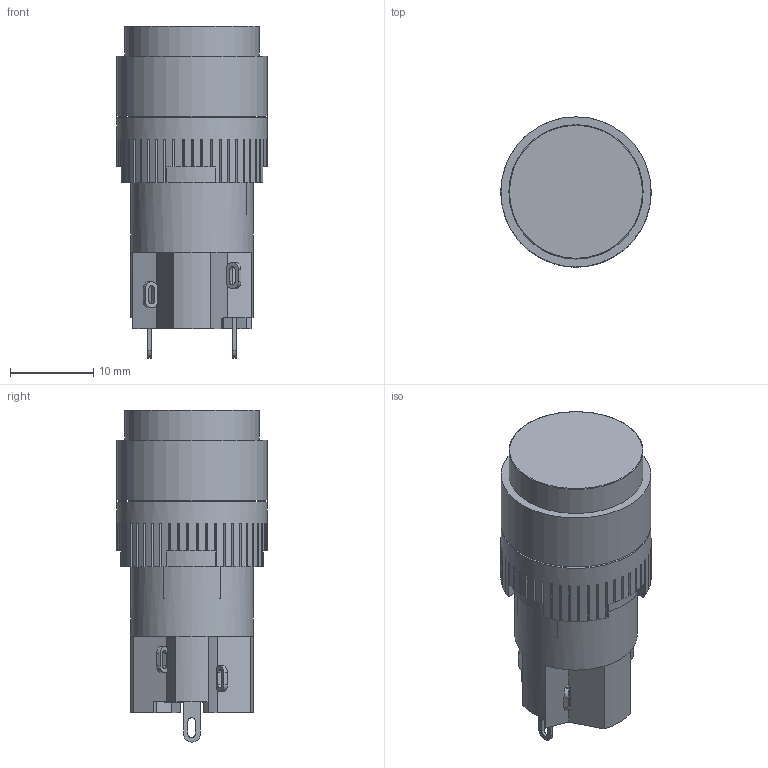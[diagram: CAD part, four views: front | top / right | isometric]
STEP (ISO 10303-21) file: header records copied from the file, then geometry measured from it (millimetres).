
FILE_DESCRIPTION(/* description */ (''),/* implementation_level */ '2;1');
FILE_NAME(/* name */ 'D16xxR11xxxxxxx.stp',/* time_stamp */ '2024-10-01T09:13:30-05:00',/* author */ ('mwilliams'),/* organization */ (''),/* preprocessor_version */ 'ST-DEVELOPER v18.1',/* originating_system */ 'Autodesk Inventor 2022',/* authorisation */ '');
FILE_SCHEMA (('AUTOMOTIVE_DESIGN { 1 0 10303 214 3 1 1 }'));
Length unit declared in the file: inch
Products named in the file (1): 000027599_Simplify_1
Bounding box: 18 x 18 x 39.8 mm (x, y, z)
Volume: 5206.6 mm3; surface area: 6399.6 mm2
Topology: 1 solids, 3 shells, 576 faces, 1639 edges, 1080 vertices
Faces by surface type: plane 437, cylinder 83, bspline 53, torus 1, sphere 1, cone 1
Full cylindrical faces by diameter (mm): 3.2 x2, 3.5 x1, 5.7 x1, 8.4 x1, 14.4 x2, 14.7 x2, 16.1 x2, 18 x2
Entity records: 19656 total; most frequent: CARTESIAN_POINT 3990, ORIENTED_EDGE 3276, DIRECTION 2891, EDGE_CURVE 1638, LINE 1213, VECTOR 1213, VERTEX_POINT 1080, AXIS2_PLACEMENT_3D 839
